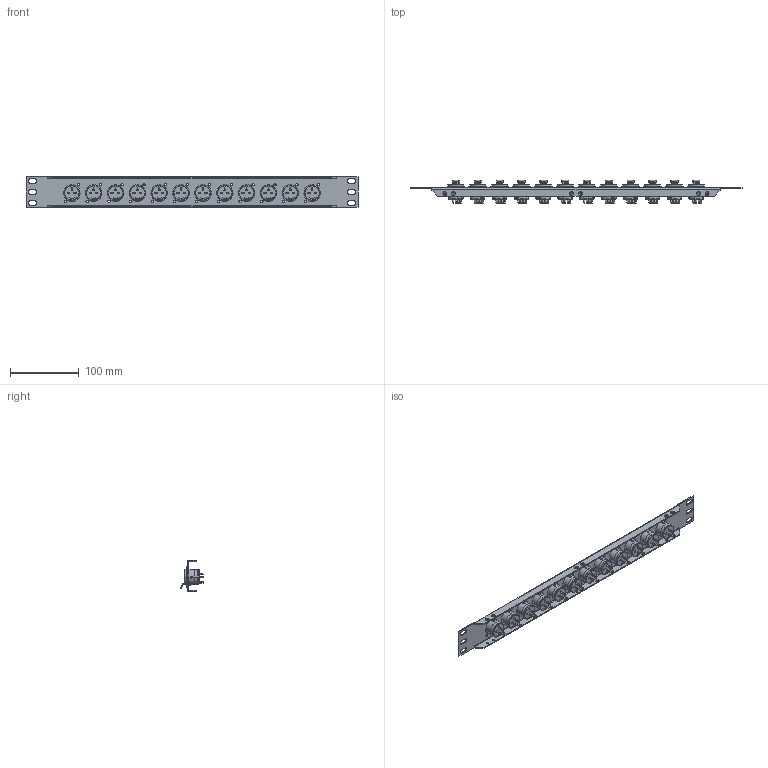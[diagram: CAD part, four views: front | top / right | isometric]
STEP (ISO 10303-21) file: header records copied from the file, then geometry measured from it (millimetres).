
FILE_DESCRIPTION (( 'STEP AP214' ), '1' );
FILE_NAME ('PR175XLRF-12.STEP', '2015-04-08T18:34:49', ( 'x' ), ( '' ), 'SwSTEP 2.0', 'SolidWorks 2014', '' );
FILE_SCHEMA (( 'AUTOMOTIVE_DESIGN' ));
Length unit declared in the file: inch
Products named in the file (3): PR175XLRF-12; 1AA13-045; 1AP04-003
Assembly tree (13 placements, depth 2):
  PR175XLRF-12
    1AP04-003
    1AA13-045  x12
Bounding box: 482.6 x 33.93 x 43.94 mm (x, y, z)
Volume: 114140.9 mm3; surface area: 122154.6 mm2
Topology: 13 solids, 13 shells, 4299 faces, 11744 edges, 7660 vertices
Faces by surface type: plane 1928, cylinder 988, bspline 939, torus 372, cone 72
Entity records: 38466 total; most frequent: CARTESIAN_POINT 13883, ORIENTED_EDGE 4480, DIRECTION 3562, EDGE_CURVE 2240, VERTEX_POINT 1467, LINE 1350, VECTOR 1350, AXIS2_PLACEMENT_3D 1106
